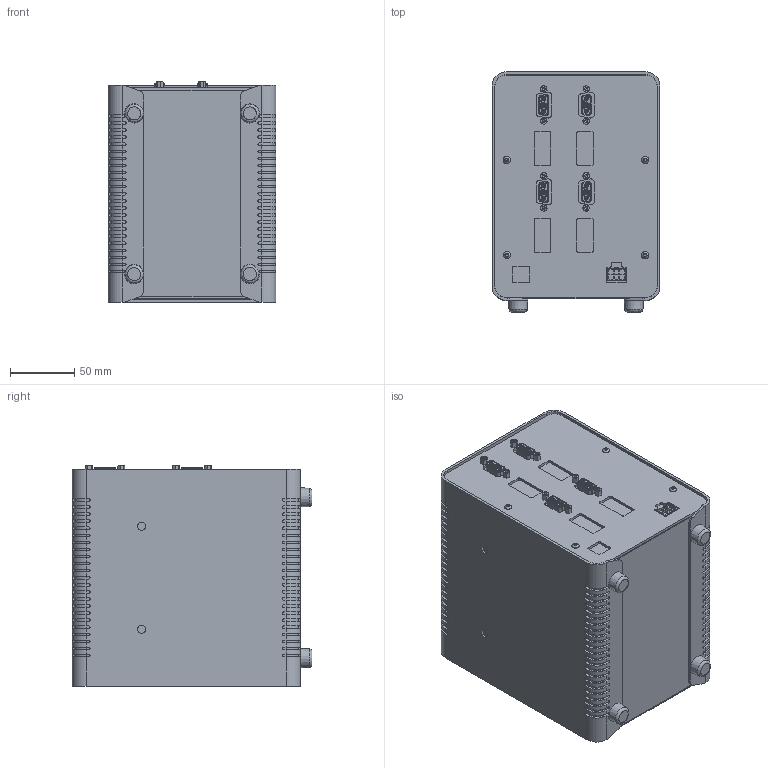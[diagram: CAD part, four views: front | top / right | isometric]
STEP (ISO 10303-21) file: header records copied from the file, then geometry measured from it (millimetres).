
FILE_DESCRIPTION (( 'STEP AP203' ), '1' );
FILE_NAME ('42980 - MX 4CHAN CNTRLR, MAIN ASSY.STEP', '2019-06-05T12:03:27', ( '' ), ( '' ), 'SwSTEP 2.0', 'SolidWorks 2017', '' );
FILE_SCHEMA (( 'CONFIG_CONTROL_DESIGN' ));
Length unit declared in the file: inch
Products named in the file (1): 42980 - MX 4CHAN CNTRLR, MAIN ASSY
Bounding box: 130.61 x 186.61 x 171.38 mm (x, y, z)
Volume: 3768773.7 mm3; surface area: 166334.8 mm2
Topology: 1 solids, 17 shells, 2921 faces, 7762 edges, 5095 vertices
Faces by surface type: plane 1434, cylinder 955, bspline 309, cone 215, sphere 4, torus 4
Full cylindrical faces by diameter (mm): 1.689 x32, 2.261 x8, 2.794 x8, 2.845 x8, 3 x12, 3.15 x8, 3.2 x4, 5.7 x4, 6.35 x4, 17.9 x1, 18.2 x1
Entity records: 107785 total; most frequent: CARTESIAN_POINT 36527, ORIENTED_EDGE 15176, DIRECTION 14072, EDGE_CURVE 7588, VERTEX_POINT 5044, AXIS2_PLACEMENT_3D 4781, VECTOR 4510, LINE 4510
